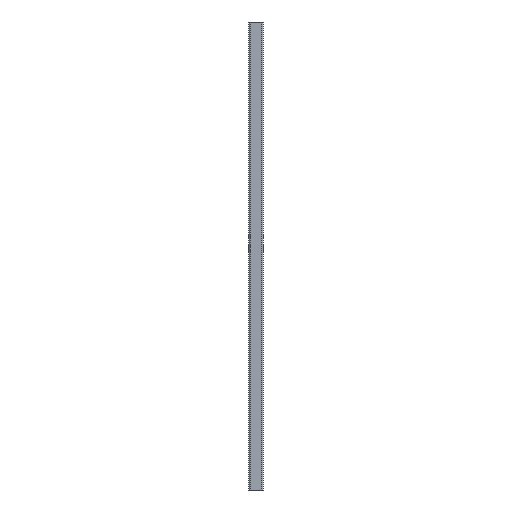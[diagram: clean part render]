
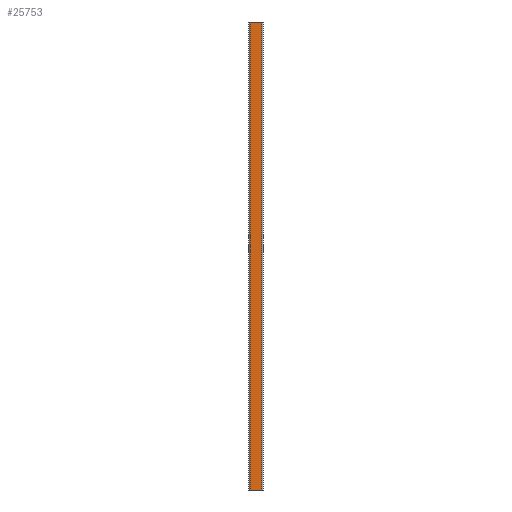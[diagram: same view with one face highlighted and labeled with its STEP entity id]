
A CAD part, front view. The second image highlights one B-rep face of the part: STEP entity #25753.
In plain terms, the highlighted planar face has unit normal (0, -1, 0).
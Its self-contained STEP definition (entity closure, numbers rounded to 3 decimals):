
#235 = CARTESIAN_POINT ( 'NONE',  ( 0., 0., 1000. ) ) ;
#1922 = CARTESIAN_POINT ( 'NONE',  ( 12., 0., 1000. ) ) ;
#3928 = FACE_OUTER_BOUND ( 'NONE', #29972, .T. ) ;
#4178 = AXIS2_PLACEMENT_3D ( 'NONE', #235, #15733, #11292 ) ;
#7235 = EDGE_CURVE ( 'NONE', #18318, #46500, #14316, .T. ) ;
#9064 = LINE ( 'NONE', #1922, #18864 ) ;
#9935 = EDGE_CURVE ( 'NONE', #14687, #14956, #45938, .T. ) ;
#10786 = ORIENTED_EDGE ( 'NONE', *, *, #9935, .F. ) ;
#11292 = DIRECTION ( 'NONE',  ( -1., 0., 0. ) ) ;
#12753 = DIRECTION ( 'NONE',  ( 0., 0., -1. ) ) ;
#12932 = DIRECTION ( 'NONE',  ( 1., 0., 0. ) ) ;
#14316 = LINE ( 'NONE', #32759, #46667 ) ;
#14526 = ORIENTED_EDGE ( 'NONE', *, *, #27057, .F. ) ;
#14687 = VERTEX_POINT ( 'NONE', #33908 ) ;
#14956 = VERTEX_POINT ( 'NONE', #28670 ) ;
#15627 = CARTESIAN_POINT ( 'NONE',  ( 12., 0., 0. ) ) ;
#15733 = DIRECTION ( 'NONE',  ( 0., 1., 0. ) ) ;
#16496 = DIRECTION ( 'NONE',  ( 0., 0., -1. ) ) ;
#18318 = VERTEX_POINT ( 'NONE', #21622 ) ;
#18864 = VECTOR ( 'NONE', #12753, 1000. ) ;
#18873 = VECTOR ( 'NONE', #12932, 1000. ) ;
#21622 = CARTESIAN_POINT ( 'NONE',  ( -12., 0., 0. ) ) ;
#25753 = ADVANCED_FACE ( 'NONE', ( #3928 ), #42038, .F. ) ;
#27057 = EDGE_CURVE ( 'NONE', #14956, #46500, #9064, .T. ) ;
#28670 = CARTESIAN_POINT ( 'NONE',  ( 12., 0., 1000. ) ) ;
#29474 = EDGE_CURVE ( 'NONE', #14687, #18318, #31494, .T. ) ;
#29972 = EDGE_LOOP ( 'NONE', ( #10786, #38066, #30003, #14526 ) ) ;
#30003 = ORIENTED_EDGE ( 'NONE', *, *, #7235, .T. ) ;
#30049 = DIRECTION ( 'NONE',  ( 1., 0., 0. ) ) ;
#31494 = LINE ( 'NONE', #35185, #44086 ) ;
#31638 = CARTESIAN_POINT ( 'NONE',  ( 0., 0., 1000. ) ) ;
#32759 = CARTESIAN_POINT ( 'NONE',  ( 0., 0., 0. ) ) ;
#33908 = CARTESIAN_POINT ( 'NONE',  ( -12., 0., 1000. ) ) ;
#35185 = CARTESIAN_POINT ( 'NONE',  ( -12., 0., 1000. ) ) ;
#38066 = ORIENTED_EDGE ( 'NONE', *, *, #29474, .T. ) ;
#42038 = PLANE ( 'NONE',  #4178 ) ;
#44086 = VECTOR ( 'NONE', #16496, 1000. ) ;
#45938 = LINE ( 'NONE', #31638, #18873 ) ;
#46500 = VERTEX_POINT ( 'NONE', #15627 ) ;
#46667 = VECTOR ( 'NONE', #30049, 1000. ) ;
